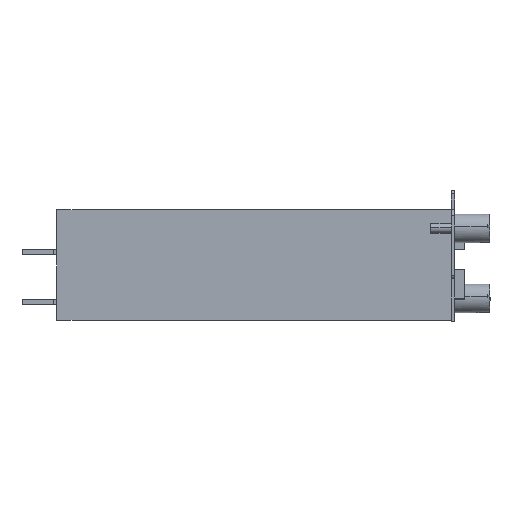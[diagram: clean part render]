
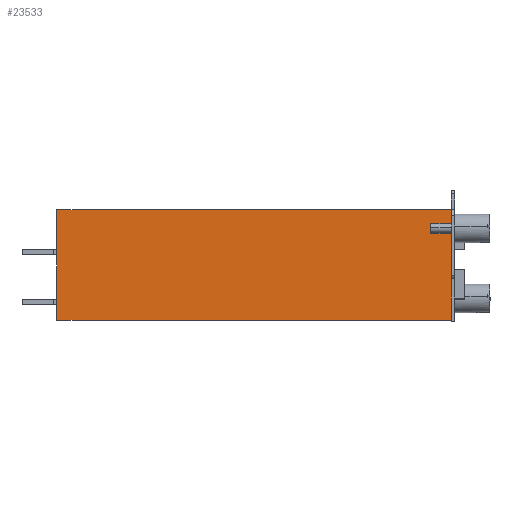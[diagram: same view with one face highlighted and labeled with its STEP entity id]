
A CAD part, left-side view. The second image highlights one B-rep face of the part: STEP entity #23533.
In plain terms, the highlighted planar face has unit normal (-1, 0, 0).
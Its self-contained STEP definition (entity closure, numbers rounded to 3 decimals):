
#23520=AXIS2_PLACEMENT_3D('Plane Axis2P3D',#23517,#23518,#23519) ;
#42=CARTESIAN_POINT('Vertex',(8.714,12.144,0.345)) ;
#56=CARTESIAN_POINT('Vertex',(8.714,12.144,35.195)) ;
#59=CARTESIAN_POINT('Line Origine',(8.714,12.144,17.77)) ;
#1861=CARTESIAN_POINT('Vertex',(8.714,136.144,0.345)) ;
#1866=CARTESIAN_POINT('Line Origine',(8.714,136.144,17.77)) ;
#1870=CARTESIAN_POINT('Vertex',(8.714,136.144,35.195)) ;
#22455=CARTESIAN_POINT('Line Origine',(8.714,74.144,35.195)) ;
#23517=CARTESIAN_POINT('Axis2P3D Location',(8.714,12.144,0.345)) ;
#23522=CARTESIAN_POINT('Line Origine',(8.714,74.144,0.345)) ;
#60=DIRECTION('Vector Direction',(0.,0.,1.)) ;
#1867=DIRECTION('Vector Direction',(0.,0.,1.)) ;
#22456=DIRECTION('Vector Direction',(0.,1.,0.)) ;
#23518=DIRECTION('Axis2P3D Direction',(-1.,0.,0.)) ;
#23519=DIRECTION('Axis2P3D XDirection',(0.,0.,1.)) ;
#23523=DIRECTION('Vector Direction',(0.,1.,0.)) ;
#61=VECTOR('Line Direction',#60,1.) ;
#1868=VECTOR('Line Direction',#1867,1.) ;
#22457=VECTOR('Line Direction',#22456,1.) ;
#23524=VECTOR('Line Direction',#23523,1.) ;
#23528=ORIENTED_EDGE('',*,*,#23526,.F.) ;
#23529=ORIENTED_EDGE('',*,*,#63,.T.) ;
#23530=ORIENTED_EDGE('',*,*,#22459,.T.) ;
#23531=ORIENTED_EDGE('',*,*,#1872,.F.) ;
#23533=ADVANCED_FACE('GEHAEUSE',(#23532),#23521,.T.) ;
#63=EDGE_CURVE('',#43,#57,#62,.T.) ;
#1872=EDGE_CURVE('',#1862,#1871,#1869,.T.) ;
#22459=EDGE_CURVE('',#57,#1871,#22458,.T.) ;
#23526=EDGE_CURVE('',#43,#1862,#23525,.T.) ;
#23527=EDGE_LOOP('',(#23528,#23529,#23530,#23531)) ;
#23532=FACE_OUTER_BOUND('',#23527,.T.) ;
#62=LINE('Line',#59,#61) ;
#1869=LINE('Line',#1866,#1868) ;
#22458=LINE('Line',#22455,#22457) ;
#23525=LINE('Line',#23522,#23524) ;
#23521=PLANE('',#23520) ;
#43=VERTEX_POINT('',#42) ;
#57=VERTEX_POINT('',#56) ;
#1862=VERTEX_POINT('',#1861) ;
#1871=VERTEX_POINT('',#1870) ;
